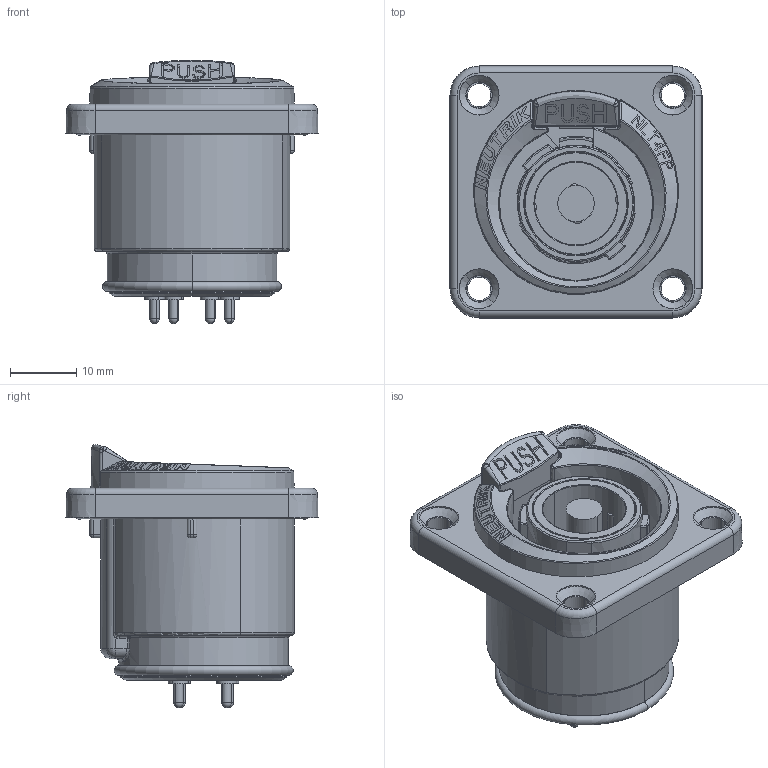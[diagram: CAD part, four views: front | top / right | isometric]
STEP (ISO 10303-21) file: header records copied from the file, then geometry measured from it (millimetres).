
FILE_DESCRIPTION((''),'2;1');
FILE_NAME('30011067','2024-05-13T10:45:23',('SYSTEM'),(''),'CREO PARAMETRIC BY PTC INC, 2023424','CREO PARAMETRIC BY PTC INC, 2023424','');
FILE_SCHEMA(('CONFIG_CONTROL_DESIGN'));
Length unit declared in the file: millimetre
Products named in the file (1): 30011067
Bounding box: 38 x 38 x 39.7 mm (x, y, z)
Volume: 17724.2 mm3; surface area: 10785.6 mm2
Topology: 2 solids, 9 shells, 783 faces, 2016 edges, 1285 vertices
Faces by surface type: plane 368, cylinder 177, cone 65, torus 59, bspline 56, sphere 30, extrusion 28
Entity records: 27681 total; most frequent: CARTESIAN_POINT 10078, ORIENTED_EDGE 4016, DIRECTION 3105, EDGE_CURVE 2008, VERTEX_POINT 1285, AXIS2_PLACEMENT_3D 1212, B_SPLINE_CURVE_WITH_KNOTS 870, EDGE_LOOP 839
